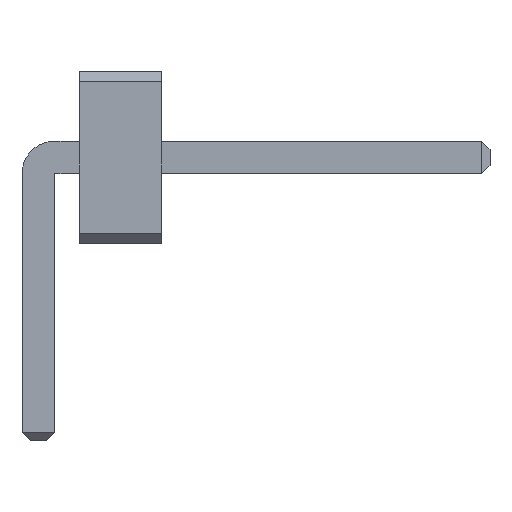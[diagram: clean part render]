
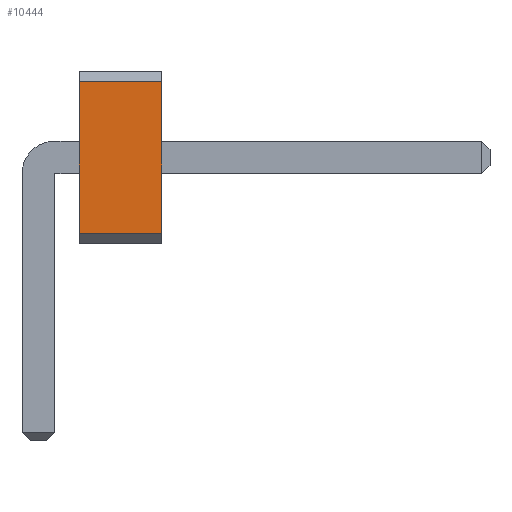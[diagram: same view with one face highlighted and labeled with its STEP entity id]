
A CAD part, front view. The second image highlights one B-rep face of the part: STEP entity #10444.
In plain terms, the highlighted planar face has unit normal (0, -1, 0).
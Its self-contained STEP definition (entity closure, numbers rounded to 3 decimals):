
#1054 = VERTEX_POINT('',#1055);
#1055 = CARTESIAN_POINT('',(0.5,-48.895,1.973));
#1061 = EDGE_CURVE('',#1062,#1054,#1064,.T.);
#1062 = VERTEX_POINT('',#1063);
#1063 = CARTESIAN_POINT('',(0.5,-48.895,0.127));
#1064 = LINE('',#1065,#1066);
#1065 = CARTESIAN_POINT('',(0.5,-48.895,0.127));
#1066 = VECTOR('',#1067,1.);
#1067 = DIRECTION('',(0.,0.,1.));
#4253 = VERTEX_POINT('',#4254);
#4254 = CARTESIAN_POINT('',(1.5,-48.895,1.973));
#4260 = EDGE_CURVE('',#4261,#4253,#4263,.T.);
#4261 = VERTEX_POINT('',#4262);
#4262 = CARTESIAN_POINT('',(1.5,-48.895,0.127));
#4263 = LINE('',#4264,#4265);
#4264 = CARTESIAN_POINT('',(1.5,-48.895,0.127));
#4265 = VECTOR('',#4266,1.);
#4266 = DIRECTION('',(0.,0.,1.));
#10416 = EDGE_CURVE('',#1062,#4261,#10417,.T.);
#10417 = LINE('',#10418,#10419);
#10418 = CARTESIAN_POINT('',(0.5,-48.895,0.127));
#10419 = VECTOR('',#10420,1.);
#10420 = DIRECTION('',(1.,0.,0.));
#10444 = ADVANCED_FACE('',(#10445),#10456,.T.);
#10445 = FACE_BOUND('',#10446,.T.);
#10446 = EDGE_LOOP('',(#10447,#10448,#10449,#10455));
#10447 = ORIENTED_EDGE('',*,*,#10416,.T.);
#10448 = ORIENTED_EDGE('',*,*,#4260,.T.);
#10449 = ORIENTED_EDGE('',*,*,#10450,.F.);
#10450 = EDGE_CURVE('',#1054,#4253,#10451,.T.);
#10451 = LINE('',#10452,#10453);
#10452 = CARTESIAN_POINT('',(0.5,-48.895,1.973));
#10453 = VECTOR('',#10454,1.);
#10454 = DIRECTION('',(1.,0.,0.));
#10455 = ORIENTED_EDGE('',*,*,#1061,.F.);
#10456 = PLANE('',#10457);
#10457 = AXIS2_PLACEMENT_3D('',#10458,#10459,#10460);
#10458 = CARTESIAN_POINT('',(0.5,-48.895,0.127));
#10459 = DIRECTION('',(0.,-1.,0.));
#10460 = DIRECTION('',(0.,0.,1.));
